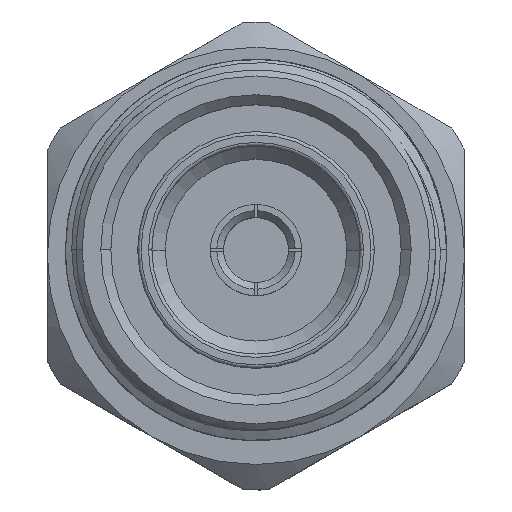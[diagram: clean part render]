
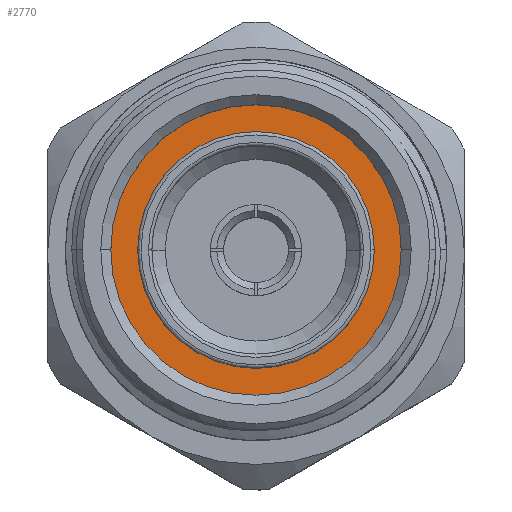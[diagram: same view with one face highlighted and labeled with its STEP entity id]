
A CAD part, top view. The second image highlights one B-rep face of the part: STEP entity #2770.
In plain terms, the highlighted face is planar.
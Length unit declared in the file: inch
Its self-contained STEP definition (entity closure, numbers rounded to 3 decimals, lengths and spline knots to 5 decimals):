
#134 = CARTESIAN_POINT ( 'NONE',  ( 0.3189, 0., 0.35433 ) ) ;
#296 = AXIS2_PLACEMENT_3D ( 'NONE', #711, #7720, #11226 ) ;
#515 = ORIENTED_EDGE ( 'NONE', *, *, #7988, .T. ) ;
#667 = CIRCLE ( 'NONE', #296, 0.43504 ) ;
#711 = CARTESIAN_POINT ( 'NONE',  ( 0.3189, 0., 0. ) ) ;
#863 = CARTESIAN_POINT ( 'NONE',  ( 0.3189, 0., 0. ) ) ;
#1163 = VERTEX_POINT ( 'NONE', #3142 ) ;
#1336 = PLANE ( 'NONE',  #2102 ) ;
#1337 = DIRECTION ( 'NONE',  ( 0., 0., 1. ) ) ;
#1375 = DIRECTION ( 'NONE',  ( -1., 0., 0. ) ) ;
#1448 = FACE_OUTER_BOUND ( 'NONE', #4017, .T. ) ;
#1630 = EDGE_CURVE ( 'NONE', #9315, #8341, #4082, .T. ) ;
#2102 = AXIS2_PLACEMENT_3D ( 'NONE', #5812, #4836, #6722 ) ;
#2143 = CARTESIAN_POINT ( 'NONE',  ( 0.3189, 0., 0.43504 ) ) ;
#2414 = DIRECTION ( 'NONE',  ( 0., 0., 1. ) ) ;
#2597 = ORIENTED_EDGE ( 'NONE', *, *, #11265, .F. ) ;
#2770 = ADVANCED_FACE ( 'NONE', ( #1448, #6560 ), #1336, .T. ) ;
#3142 = CARTESIAN_POINT ( 'NONE',  ( 0.3189, 0., -0.35433 ) ) ;
#3169 = CIRCLE ( 'NONE', #7021, 0.35433 ) ;
#3243 = EDGE_LOOP ( 'NONE', ( #2597, #11359 ) ) ;
#3442 = AXIS2_PLACEMENT_3D ( 'NONE', #8286, #9192, #1337 ) ;
#3891 = AXIS2_PLACEMENT_3D ( 'NONE', #3897, #1375, #5852 ) ;
#3897 = CARTESIAN_POINT ( 'NONE',  ( 0.3189, 0., 0. ) ) ;
#4017 = EDGE_LOOP ( 'NONE', ( #4045, #515 ) ) ;
#4045 = ORIENTED_EDGE ( 'NONE', *, *, #1630, .T. ) ;
#4082 = CIRCLE ( 'NONE', #3891, 0.43504 ) ;
#4836 = DIRECTION ( 'NONE',  ( -1., 0., 0. ) ) ;
#5812 = CARTESIAN_POINT ( 'NONE',  ( 0.3189, 0., 0. ) ) ;
#5852 = DIRECTION ( 'NONE',  ( 0., 0., 1. ) ) ;
#5855 = CARTESIAN_POINT ( 'NONE',  ( 0.3189, 0., -0.43504 ) ) ;
#6560 = FACE_BOUND ( 'NONE', #3243, .T. ) ;
#6722 = DIRECTION ( 'NONE',  ( 0., 0., 1. ) ) ;
#6773 = DIRECTION ( 'NONE',  ( -1., 0., 0. ) ) ;
#7021 = AXIS2_PLACEMENT_3D ( 'NONE', #863, #6773, #2414 ) ;
#7720 = DIRECTION ( 'NONE',  ( -1., 0., 0. ) ) ;
#7988 = EDGE_CURVE ( 'NONE', #8341, #9315, #667, .T. ) ;
#8286 = CARTESIAN_POINT ( 'NONE',  ( 0.3189, 0., 0. ) ) ;
#8341 = VERTEX_POINT ( 'NONE', #5855 ) ;
#9192 = DIRECTION ( 'NONE',  ( -1., 0., 0. ) ) ;
#9315 = VERTEX_POINT ( 'NONE', #2143 ) ;
#9340 = EDGE_CURVE ( 'NONE', #10543, #1163, #11336, .T. ) ;
#10543 = VERTEX_POINT ( 'NONE', #134 ) ;
#11226 = DIRECTION ( 'NONE',  ( 0., 0., 1. ) ) ;
#11265 = EDGE_CURVE ( 'NONE', #1163, #10543, #3169, .T. ) ;
#11336 = CIRCLE ( 'NONE', #3442, 0.35433 ) ;
#11359 = ORIENTED_EDGE ( 'NONE', *, *, #9340, .F. ) ;
